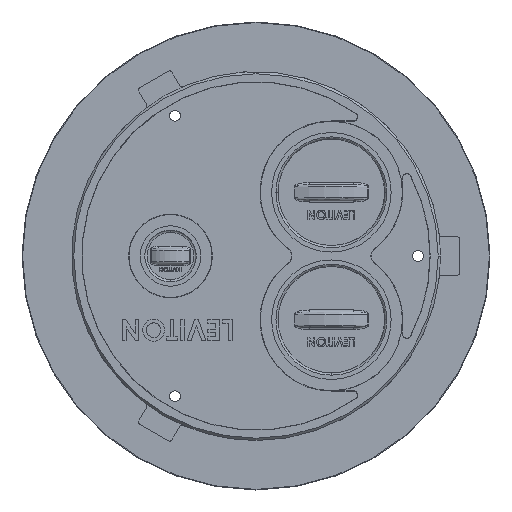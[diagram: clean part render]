
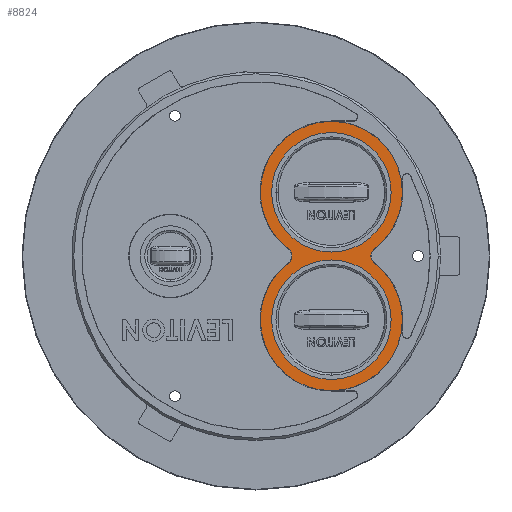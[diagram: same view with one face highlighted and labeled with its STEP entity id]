
A CAD part, front view. The second image highlights one B-rep face of the part: STEP entity #8824.
In plain terms, the highlighted planar face has unit normal (0, -1, 0).
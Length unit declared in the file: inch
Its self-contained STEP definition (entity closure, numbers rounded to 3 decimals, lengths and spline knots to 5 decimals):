
#220 = CARTESIAN_POINT ( 'NONE',  ( 1.12237, 2.1105, 6.53922 ) ) ;
#504 = DIRECTION ( 'NONE',  ( 0., -1., 0. ) ) ;
#628 = EDGE_CURVE ( 'NONE', #2180, #13646, #11516, .T. ) ;
#1257 = ORIENTED_EDGE ( 'NONE', *, *, #23563, .T. ) ;
#1401 = PLANE ( 'NONE',  #17482 ) ;
#1488 = CIRCLE ( 'NONE', #8906, 0.125 ) ;
#1740 = EDGE_LOOP ( 'NONE', ( #16366, #1933 ) ) ;
#1753 = CARTESIAN_POINT ( 'NONE',  ( 2.10862, 2.1105, 4.76987 ) ) ;
#1909 = CIRCLE ( 'NONE', #19454, 0.83 ) ;
#1933 = ORIENTED_EDGE ( 'NONE', *, *, #10649, .F. ) ;
#1936 = DIRECTION ( 'NONE',  ( 0., -1., 0. ) ) ;
#1958 = CIRCLE ( 'NONE', #7656, 0.125 ) ;
#1999 = CARTESIAN_POINT ( 'NONE',  ( 0.44989, 2.1105, 5.65454 ) ) ;
#2009 = EDGE_CURVE ( 'NONE', #14106, #12480, #9317, .T. ) ;
#2118 = FACE_OUTER_BOUND ( 'NONE', #3256, .T. ) ;
#2151 = CARTESIAN_POINT ( 'NONE',  ( 1.95237, 2.1105, 4.76987 ) ) ;
#2175 = CARTESIAN_POINT ( 'NONE',  ( 1.12237, 2.1105, 4.76987 ) ) ;
#2180 = VERTEX_POINT ( 'NONE', #17110 ) ;
#2242 = DIRECTION ( 'NONE',  ( 0., -1., 0. ) ) ;
#2896 = EDGE_CURVE ( 'NONE', #12480, #18556, #14497, .T. ) ;
#3108 = CIRCLE ( 'NONE', #11685, 0.83 ) ;
#3194 = ORIENTED_EDGE ( 'NONE', *, *, #2896, .T. ) ;
#3256 = EDGE_LOOP ( 'NONE', ( #16741, #3194, #19232, #13546, #1257, #22307, #10802, #12240, #3526 ) ) ;
#3518 = CARTESIAN_POINT ( 'NONE',  ( 0.13612, 2.1105, 4.76987 ) ) ;
#3526 = ORIENTED_EDGE ( 'NONE', *, *, #20109, .T. ) ;
#3542 = DIRECTION ( 'NONE',  ( 1., 0., 0. ) ) ;
#3815 = CARTESIAN_POINT ( 'NONE',  ( 1.7192, 2.1105, 5.55503 ) ) ;
#4069 = DIRECTION ( 'NONE',  ( 1., 0., 0. ) ) ;
#4700 = DIRECTION ( 'NONE',  ( 1., 0., 0. ) ) ;
#4909 = DIRECTION ( 'NONE',  ( 0., 1., 0. ) ) ;
#5003 = DIRECTION ( 'NONE',  ( 0., -1., 0. ) ) ;
#5832 = DIRECTION ( 'NONE',  ( 1., 0., 0. ) ) ;
#5838 = EDGE_CURVE ( 'NONE', #18556, #8880, #14662, .T. ) ;
#6001 = DIRECTION ( 'NONE',  ( 0., -1., 0. ) ) ;
#6026 = AXIS2_PLACEMENT_3D ( 'NONE', #23717, #15636, #9997 ) ;
#6306 = CIRCLE ( 'NONE', #15679, 0.98625 ) ;
#7381 = CARTESIAN_POINT ( 'NONE',  ( 1.79485, 2.1105, 5.65454 ) ) ;
#7552 = AXIS2_PLACEMENT_3D ( 'NONE', #16107, #4909, #12369 ) ;
#7633 = CARTESIAN_POINT ( 'NONE',  ( 1.12237, 2.1105, 4.76987 ) ) ;
#7656 = AXIS2_PLACEMENT_3D ( 'NONE', #7381, #15191, #3542 ) ;
#7774 = DIRECTION ( 'NONE',  ( 0., 1., 0. ) ) ;
#7796 = AXIS2_PLACEMENT_3D ( 'NONE', #7633, #1936, #21197 ) ;
#7831 = AXIS2_PLACEMENT_3D ( 'NONE', #220, #2242, #4069 ) ;
#7839 = VERTEX_POINT ( 'NONE', #21690 ) ;
#8038 = CARTESIAN_POINT ( 'NONE',  ( 1.12237, 2.1105, 6.53922 ) ) ;
#8798 = EDGE_CURVE ( 'NONE', #20602, #10234, #6306, .T. ) ;
#8824 = ADVANCED_FACE ( 'NONE', ( #15331, #2118, #21087 ), #1401, .T. ) ;
#8880 = VERTEX_POINT ( 'NONE', #3815 ) ;
#8906 = AXIS2_PLACEMENT_3D ( 'NONE', #1999, #7774, #5832 ) ;
#8995 = CARTESIAN_POINT ( 'NONE',  ( 1.12237, 2.1105, 4.76987 ) ) ;
#9084 = CARTESIAN_POINT ( 'NONE',  ( 1.7192, 2.1105, 5.75405 ) ) ;
#9103 = CARTESIAN_POINT ( 'NONE',  ( 1.12237, 2.1105, 5.65454 ) ) ;
#9114 = DIRECTION ( 'NONE',  ( 1., 0., 0. ) ) ;
#9279 = VERTEX_POINT ( 'NONE', #2151 ) ;
#9317 = CIRCLE ( 'NONE', #9592, 0.98625 ) ;
#9318 = CARTESIAN_POINT ( 'NONE',  ( 0.13612, 2.1105, 6.53922 ) ) ;
#9338 = CIRCLE ( 'NONE', #6026, 0.98625 ) ;
#9592 = AXIS2_PLACEMENT_3D ( 'NONE', #8995, #16675, #24459 ) ;
#9997 = DIRECTION ( 'NONE',  ( 1., 0., 0. ) ) ;
#10083 = CARTESIAN_POINT ( 'NONE',  ( 0.29237, 2.1105, 4.76987 ) ) ;
#10204 = EDGE_CURVE ( 'NONE', #8880, #10824, #1958, .T. ) ;
#10234 = VERTEX_POINT ( 'NONE', #9318 ) ;
#10301 = DIRECTION ( 'NONE',  ( 0., -1., 0. ) ) ;
#10649 = EDGE_CURVE ( 'NONE', #9279, #22426, #1909, .T. ) ;
#10802 = ORIENTED_EDGE ( 'NONE', *, *, #15436, .T. ) ;
#10824 = VERTEX_POINT ( 'NONE', #9084 ) ;
#10860 = EDGE_CURVE ( 'NONE', #7839, #18992, #11449, .T. ) ;
#11449 = CIRCLE ( 'NONE', #7831, 0.83 ) ;
#11516 = CIRCLE ( 'NONE', #7552, 0.125 ) ;
#11685 = AXIS2_PLACEMENT_3D ( 'NONE', #24416, #24250, #9114 ) ;
#12240 = ORIENTED_EDGE ( 'NONE', *, *, #628, .T. ) ;
#12369 = DIRECTION ( 'NONE',  ( 1., 0., 0. ) ) ;
#12480 = VERTEX_POINT ( 'NONE', #3518 ) ;
#13369 = AXIS2_PLACEMENT_3D ( 'NONE', #8038, #504, #21531 ) ;
#13546 = ORIENTED_EDGE ( 'NONE', *, *, #10204, .T. ) ;
#13572 = AXIS2_PLACEMENT_3D ( 'NONE', #18234, #10301, #4700 ) ;
#13646 = VERTEX_POINT ( 'NONE', #15253 ) ;
#14106 = VERTEX_POINT ( 'NONE', #24119 ) ;
#14497 = CIRCLE ( 'NONE', #17555, 0.98625 ) ;
#14662 = CIRCLE ( 'NONE', #7796, 0.98625 ) ;
#14705 = EDGE_CURVE ( 'NONE', #18992, #7839, #15168, .T. ) ;
#14738 = DIRECTION ( 'NONE',  ( 1., 0., 0. ) ) ;
#14864 = CARTESIAN_POINT ( 'NONE',  ( 0.29237, 2.1105, 6.53922 ) ) ;
#14886 = DIRECTION ( 'NONE',  ( 0., -1., 0. ) ) ;
#15168 = CIRCLE ( 'NONE', #13572, 0.83 ) ;
#15191 = DIRECTION ( 'NONE',  ( 0., 1., 0. ) ) ;
#15253 = CARTESIAN_POINT ( 'NONE',  ( 0.57489, 2.1105, 5.65454 ) ) ;
#15331 = FACE_BOUND ( 'NONE', #1740, .T. ) ;
#15436 = EDGE_CURVE ( 'NONE', #10234, #2180, #9338, .T. ) ;
#15588 = DIRECTION ( 'NONE',  ( 1., 0., 0. ) ) ;
#15636 = DIRECTION ( 'NONE',  ( 0., -1., 0. ) ) ;
#15679 = AXIS2_PLACEMENT_3D ( 'NONE', #22510, #5003, #14738 ) ;
#16107 = CARTESIAN_POINT ( 'NONE',  ( 0.44989, 2.1105, 5.65454 ) ) ;
#16366 = ORIENTED_EDGE ( 'NONE', *, *, #22521, .F. ) ;
#16604 = DIRECTION ( 'NONE',  ( 0., -1., 0. ) ) ;
#16675 = DIRECTION ( 'NONE',  ( 0., -1., 0. ) ) ;
#16741 = ORIENTED_EDGE ( 'NONE', *, *, #2009, .T. ) ;
#17110 = CARTESIAN_POINT ( 'NONE',  ( 0.52554, 2.1105, 5.75405 ) ) ;
#17482 = AXIS2_PLACEMENT_3D ( 'NONE', #9103, #14886, #24489 ) ;
#17555 = AXIS2_PLACEMENT_3D ( 'NONE', #2175, #6001, #15588 ) ;
#17917 = ORIENTED_EDGE ( 'NONE', *, *, #10860, .F. ) ;
#18234 = CARTESIAN_POINT ( 'NONE',  ( 1.12237, 2.1105, 6.53922 ) ) ;
#18278 = CARTESIAN_POINT ( 'NONE',  ( 1.12237, 2.1105, 4.76987 ) ) ;
#18504 = CARTESIAN_POINT ( 'NONE',  ( 2.10862, 2.1105, 6.53922 ) ) ;
#18556 = VERTEX_POINT ( 'NONE', #1753 ) ;
#18992 = VERTEX_POINT ( 'NONE', #14864 ) ;
#19232 = ORIENTED_EDGE ( 'NONE', *, *, #5838, .T. ) ;
#19454 = AXIS2_PLACEMENT_3D ( 'NONE', #18278, #16604, #20375 ) ;
#20109 = EDGE_CURVE ( 'NONE', #13646, #14106, #1488, .T. ) ;
#20235 = EDGE_LOOP ( 'NONE', ( #22588, #17917 ) ) ;
#20375 = DIRECTION ( 'NONE',  ( 1., 0., 0. ) ) ;
#20495 = CIRCLE ( 'NONE', #13369, 0.98625 ) ;
#20602 = VERTEX_POINT ( 'NONE', #18504 ) ;
#21087 = FACE_BOUND ( 'NONE', #20235, .T. ) ;
#21197 = DIRECTION ( 'NONE',  ( 1., 0., 0. ) ) ;
#21531 = DIRECTION ( 'NONE',  ( 1., 0., 0. ) ) ;
#21690 = CARTESIAN_POINT ( 'NONE',  ( 1.95237, 2.1105, 6.53922 ) ) ;
#22307 = ORIENTED_EDGE ( 'NONE', *, *, #8798, .T. ) ;
#22426 = VERTEX_POINT ( 'NONE', #10083 ) ;
#22510 = CARTESIAN_POINT ( 'NONE',  ( 1.12237, 2.1105, 6.53922 ) ) ;
#22521 = EDGE_CURVE ( 'NONE', #22426, #9279, #3108, .T. ) ;
#22588 = ORIENTED_EDGE ( 'NONE', *, *, #14705, .F. ) ;
#23563 = EDGE_CURVE ( 'NONE', #10824, #20602, #20495, .T. ) ;
#23717 = CARTESIAN_POINT ( 'NONE',  ( 1.12237, 2.1105, 6.53922 ) ) ;
#24119 = CARTESIAN_POINT ( 'NONE',  ( 0.52554, 2.1105, 5.55503 ) ) ;
#24250 = DIRECTION ( 'NONE',  ( 0., -1., 0. ) ) ;
#24416 = CARTESIAN_POINT ( 'NONE',  ( 1.12237, 2.1105, 4.76987 ) ) ;
#24459 = DIRECTION ( 'NONE',  ( 1., 0., 0. ) ) ;
#24489 = DIRECTION ( 'NONE',  ( 1., 0., 0. ) ) ;
